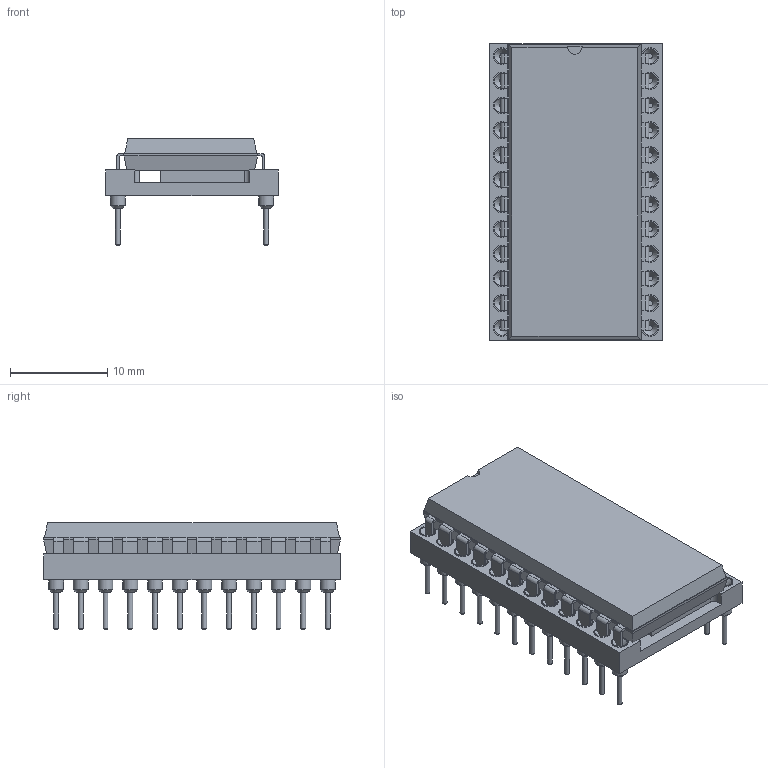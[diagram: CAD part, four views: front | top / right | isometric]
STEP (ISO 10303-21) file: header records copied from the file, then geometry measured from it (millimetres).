
FILE_DESCRIPTION(('FreeCAD Model'),'2;1');
FILE_NAME('Open CASCADE Shape Model','2025-04-20T22:39:15',('Author'),( ''),'Open CASCADE STEP processor 7.7','FreeCAD','Unknown');
FILE_SCHEMA(('AUTOMOTIVE_DESIGN { 1 0 10303 214 1 1 1 1 }'));
Length unit declared in the file: millimetre
Products named in the file (3): Unnamed; DIP_24_W1524mm_Socket; DIP_24_W1524mm
Assembly tree (2 placements, depth 2):
  Unnamed
    DIP_24_W1524mm_Socket
    DIP_24_W1524mm
Bounding box: 17.78 x 30.48 x 10.96 mm (x, y, z)
Volume: 2023.1 mm3; surface area: 2747.2 mm2
Topology: 2 solids, 2 shells, 771 faces, 1742 edges, 1093 vertices
Faces by surface type: plane 482, cylinder 157, cone 72, bspline 60
Full cylindrical faces by diameter (mm): 0.508 x48, 1.524 x24, 1.724 x24
Entity records: 25918 total; most frequent: CARTESIAN_POINT 3814, DIRECTION 3563, ORIENTED_EDGE 3484, EDGE_CURVE 1742, LINE 1311, VECTOR 1311, AXIS2_PLACEMENT_3D 1126, VERTEX_POINT 1093
